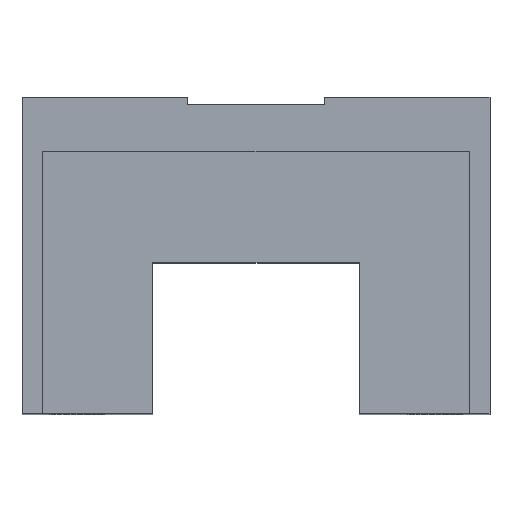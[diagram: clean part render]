
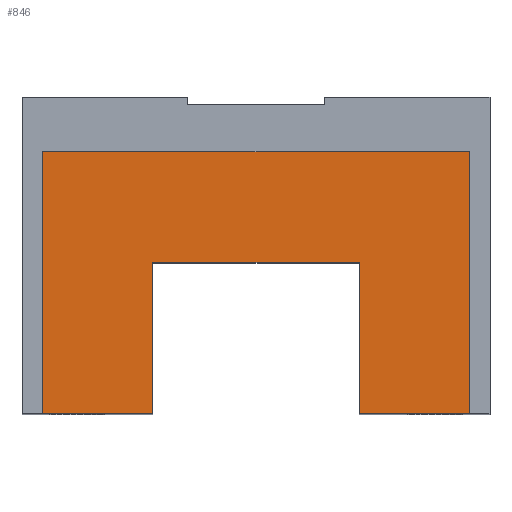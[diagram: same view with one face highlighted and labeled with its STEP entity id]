
A CAD part, top view. The second image highlights one B-rep face of the part: STEP entity #846.
In plain terms, the highlighted planar face has unit normal (0, 0, 1).
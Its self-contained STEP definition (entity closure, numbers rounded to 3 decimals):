
#20 = EDGE_LOOP ( 'NONE', ( #701, #833, #394, #928, #588, #192, #748, #362 ) ) ;
#50 = LINE ( 'NONE', #313, #99 ) ;
#60 = VERTEX_POINT ( 'NONE', #647 ) ;
#99 = VECTOR ( 'NONE', #551, 1000. ) ;
#106 = CARTESIAN_POINT ( 'NONE',  ( 15.5, 7.5, 28. ) ) ;
#110 = CARTESIAN_POINT ( 'NONE',  ( -15.5, -11.5, 28. ) ) ;
#111 = VERTEX_POINT ( 'NONE', #970 ) ;
#113 = VECTOR ( 'NONE', #550, 1000. ) ;
#123 = LINE ( 'NONE', #110, #307 ) ;
#131 = EDGE_CURVE ( 'NONE', #960, #60, #50, .T. ) ;
#157 = VECTOR ( 'NONE', #279, 1000. ) ;
#164 = CARTESIAN_POINT ( 'NONE',  ( 15.5, 7.5, 28. ) ) ;
#192 = ORIENTED_EDGE ( 'NONE', *, *, #342, .T. ) ;
#205 = CARTESIAN_POINT ( 'NONE',  ( -7.5, -0.5, 28. ) ) ;
#209 = EDGE_CURVE ( 'NONE', #60, #281, #940, .T. ) ;
#215 = CARTESIAN_POINT ( 'NONE',  ( 7.5, -0.5, 28. ) ) ;
#228 = CARTESIAN_POINT ( 'NONE',  ( -15.5, 7.5, 28. ) ) ;
#239 = VECTOR ( 'NONE', #446, 1000. ) ;
#255 = VECTOR ( 'NONE', #455, 1000. ) ;
#278 = EDGE_CURVE ( 'NONE', #449, #111, #1014, .T. ) ;
#279 = DIRECTION ( 'NONE',  ( 0., 1., 0. ) ) ;
#281 = VERTEX_POINT ( 'NONE', #501 ) ;
#307 = VECTOR ( 'NONE', #350, 1000. ) ;
#313 = CARTESIAN_POINT ( 'NONE',  ( -7.5, -0.5, 28. ) ) ;
#342 = EDGE_CURVE ( 'NONE', #111, #281, #123, .T. ) ;
#350 = DIRECTION ( 'NONE',  ( 1., 0., 0. ) ) ;
#359 = DIRECTION ( 'NONE',  ( 0., 0., 1. ) ) ;
#362 = ORIENTED_EDGE ( 'NONE', *, *, #131, .F. ) ;
#387 = VERTEX_POINT ( 'NONE', #869 ) ;
#390 = LINE ( 'NONE', #697, #255 ) ;
#394 = ORIENTED_EDGE ( 'NONE', *, *, #750, .T. ) ;
#446 = DIRECTION ( 'NONE',  ( 0., -1., 0. ) ) ;
#449 = VERTEX_POINT ( 'NONE', #228 ) ;
#455 = DIRECTION ( 'NONE',  ( -1., 0., 0. ) ) ;
#469 = DIRECTION ( 'NONE',  ( 0., -1., 0. ) ) ;
#470 = EDGE_CURVE ( 'NONE', #387, #960, #949, .T. ) ;
#496 = EDGE_CURVE ( 'NONE', #387, #665, #1051, .T. ) ;
#501 = CARTESIAN_POINT ( 'NONE',  ( -7.5, -11.5, 28. ) ) ;
#507 = LINE ( 'NONE', #106, #157 ) ;
#527 = EDGE_CURVE ( 'NONE', #1038, #449, #390, .T. ) ;
#550 = DIRECTION ( 'NONE',  ( 1., 0., 0. ) ) ;
#551 = DIRECTION ( 'NONE',  ( -1., 0., 0. ) ) ;
#588 = ORIENTED_EDGE ( 'NONE', *, *, #278, .T. ) ;
#589 = CARTESIAN_POINT ( 'NONE',  ( -15.5, 7.5, 28. ) ) ;
#647 = CARTESIAN_POINT ( 'NONE',  ( -7.5, -0.5, 28. ) ) ;
#658 = CARTESIAN_POINT ( 'NONE',  ( 0., 0., 28. ) ) ;
#665 = VERTEX_POINT ( 'NONE', #817 ) ;
#697 = CARTESIAN_POINT ( 'NONE',  ( -15.5, 7.5, 28. ) ) ;
#701 = ORIENTED_EDGE ( 'NONE', *, *, #470, .F. ) ;
#712 = VECTOR ( 'NONE', #787, 1000. ) ;
#746 = DIRECTION ( 'NONE',  ( 1., 0., 0. ) ) ;
#748 = ORIENTED_EDGE ( 'NONE', *, *, #209, .F. ) ;
#749 = FACE_OUTER_BOUND ( 'NONE', #20, .T. ) ;
#750 = EDGE_CURVE ( 'NONE', #665, #1038, #507, .T. ) ;
#787 = DIRECTION ( 'NONE',  ( 0., 1., 0. ) ) ;
#788 = CARTESIAN_POINT ( 'NONE',  ( 7.5, -0.5, 28. ) ) ;
#802 = AXIS2_PLACEMENT_3D ( 'NONE', #658, #359, #746 ) ;
#817 = CARTESIAN_POINT ( 'NONE',  ( 15.5, -11.5, 28. ) ) ;
#833 = ORIENTED_EDGE ( 'NONE', *, *, #496, .T. ) ;
#845 = PLANE ( 'NONE',  #802 ) ;
#846 = ADVANCED_FACE ( 'NONE', ( #749 ), #845, .T. ) ;
#869 = CARTESIAN_POINT ( 'NONE',  ( 7.5, -11.5, 28. ) ) ;
#893 = CARTESIAN_POINT ( 'NONE',  ( -15.5, -11.5, 28. ) ) ;
#912 = VECTOR ( 'NONE', #469, 1000. ) ;
#928 = ORIENTED_EDGE ( 'NONE', *, *, #527, .T. ) ;
#940 = LINE ( 'NONE', #205, #912 ) ;
#949 = LINE ( 'NONE', #215, #712 ) ;
#960 = VERTEX_POINT ( 'NONE', #788 ) ;
#970 = CARTESIAN_POINT ( 'NONE',  ( -15.5, -11.5, 28. ) ) ;
#1014 = LINE ( 'NONE', #589, #239 ) ;
#1038 = VERTEX_POINT ( 'NONE', #164 ) ;
#1051 = LINE ( 'NONE', #893, #113 ) ;
